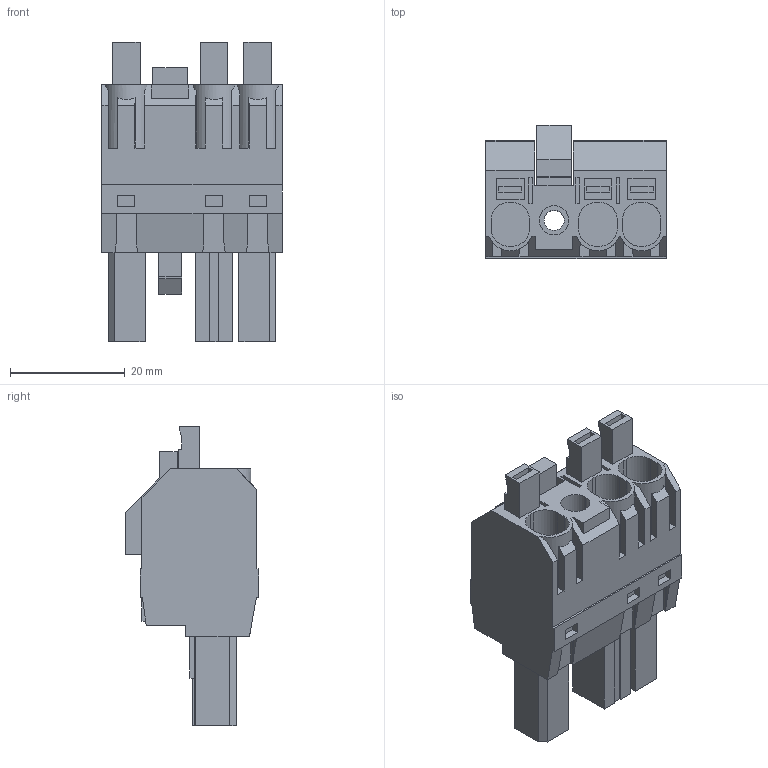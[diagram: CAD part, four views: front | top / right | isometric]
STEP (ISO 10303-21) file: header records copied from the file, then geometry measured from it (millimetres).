
FILE_DESCRIPTION(('CATIA V5 STEP Exchange','CAx-IF Rec.Pracs.--- Model Styling and Organization---1.4--- 2014-01-23'),'2;1');
FILE_NAME ('D1530242_1_2549360000_2549360000.stp','2023-09-07T12:40:50+00:00',('none'),('Weidmueller'),'CATIA Version 5-6 Release 2016 SP3 HF44','CATIA V5 STEP AP214','none');
FILE_SCHEMA(('AUTOMOTIVE_DESIGN { 1 0 10303 214 1 1 1 1 }'));
Length unit declared in the file: millimetre
Products named in the file (1): 2549360000
Bounding box: 31.38 x 23.2 x 52.11 mm (x, y, z)
Volume: 17432.9 mm3; surface area: 9643.7 mm2
Topology: 5 solids, 5 shells, 373 faces, 1015 edges, 677 vertices
Faces by surface type: plane 354, cylinder 19
Entity records: 11326 total; most frequent: CARTESIAN_POINT 2156, ORIENTED_EDGE 2030, DIRECTION 1600, EDGE_CURVE 1015, VECTOR 965, LINE 965, VERTEX_POINT 677, EDGE_LOOP 400
